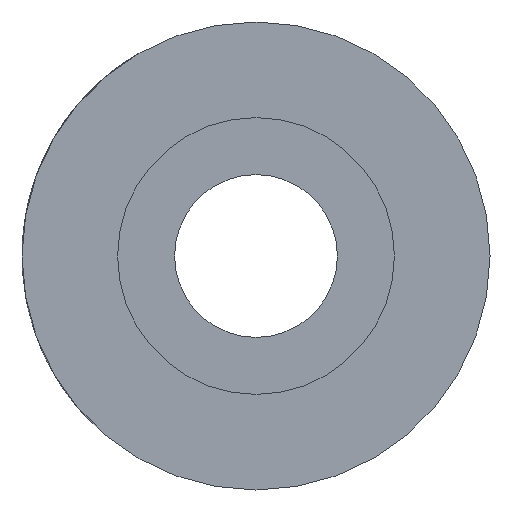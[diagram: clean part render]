
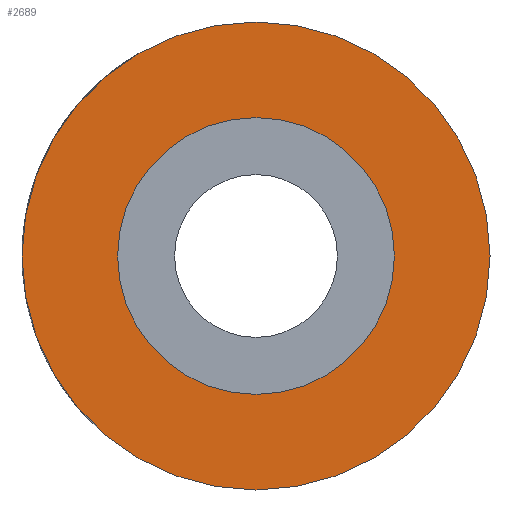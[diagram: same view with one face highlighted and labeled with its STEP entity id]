
A CAD part, left-side view. The second image highlights one B-rep face of the part: STEP entity #2689.
In plain terms, the highlighted planar face has unit normal (-1, 0, 0).
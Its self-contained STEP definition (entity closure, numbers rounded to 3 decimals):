
#61 = DIRECTION ( 'NONE',  ( -1., 0., 0. ) ) ;
#150 = EDGE_LOOP ( 'NONE', ( #7694, #7868 ) ) ;
#382 = CARTESIAN_POINT ( 'NONE',  ( 0., 0., 0. ) ) ;
#887 = CARTESIAN_POINT ( 'NONE',  ( 0., 0., -6.8 ) ) ;
#1669 = DIRECTION ( 'NONE',  ( 0., 0., 1. ) ) ;
#1675 = DIRECTION ( 'NONE',  ( 0., 0., -1. ) ) ;
#1920 = FACE_OUTER_BOUND ( 'NONE', #8029, .T. ) ;
#2318 = EDGE_CURVE ( 'NONE', #7931, #7125, #2540, .T. ) ;
#2540 = CIRCLE ( 'NONE', #8252, 6.8 ) ;
#2689 = ADVANCED_FACE ( 'NONE', ( #8698, #1920 ), #7110, .F. ) ;
#2746 = CARTESIAN_POINT ( 'NONE',  ( 0., 0., 6.8 ) ) ;
#3287 = CARTESIAN_POINT ( 'NONE',  ( 0., 0., 0. ) ) ;
#3414 = CARTESIAN_POINT ( 'NONE',  ( 0., 0., 0. ) ) ;
#3461 = DIRECTION ( 'NONE',  ( 0., 0., 1. ) ) ;
#3968 = CIRCLE ( 'NONE', #4749, 11.5 ) ;
#4222 = VERTEX_POINT ( 'NONE', #4783 ) ;
#4554 = ORIENTED_EDGE ( 'NONE', *, *, #5649, .T. ) ;
#4638 = DIRECTION ( 'NONE',  ( -1., 0., 0. ) ) ;
#4749 = AXIS2_PLACEMENT_3D ( 'NONE', #3414, #6447, #3461 ) ;
#4783 = CARTESIAN_POINT ( 'NONE',  ( 0., 0., -11.5 ) ) ;
#5524 = DIRECTION ( 'NONE',  ( 1., 0., 0. ) ) ;
#5649 = EDGE_CURVE ( 'NONE', #4222, #8488, #3968, .T. ) ;
#6218 = ORIENTED_EDGE ( 'NONE', *, *, #6985, .T. ) ;
#6312 = DIRECTION ( 'NONE',  ( -1., 0., 0. ) ) ;
#6447 = DIRECTION ( 'NONE',  ( -1., 0., 0. ) ) ;
#6451 = EDGE_CURVE ( 'NONE', #7125, #7931, #8389, .T. ) ;
#6746 = CARTESIAN_POINT ( 'NONE',  ( 0., 0., 0. ) ) ;
#6892 = DIRECTION ( 'NONE',  ( 0., 0., -1. ) ) ;
#6985 = EDGE_CURVE ( 'NONE', #8488, #4222, #9185, .T. ) ;
#7063 = DIRECTION ( 'NONE',  ( 0., 0., -1. ) ) ;
#7110 = PLANE ( 'NONE',  #8538 ) ;
#7125 = VERTEX_POINT ( 'NONE', #2746 ) ;
#7694 = ORIENTED_EDGE ( 'NONE', *, *, #6451, .F. ) ;
#7868 = ORIENTED_EDGE ( 'NONE', *, *, #2318, .F. ) ;
#7926 = CARTESIAN_POINT ( 'NONE',  ( 0., 0., 11.5 ) ) ;
#7931 = VERTEX_POINT ( 'NONE', #887 ) ;
#8029 = EDGE_LOOP ( 'NONE', ( #6218, #4554 ) ) ;
#8252 = AXIS2_PLACEMENT_3D ( 'NONE', #3287, #4638, #1675 ) ;
#8389 = CIRCLE ( 'NONE', #9652, 6.8 ) ;
#8407 = CARTESIAN_POINT ( 'NONE',  ( 0., 0., 0. ) ) ;
#8488 = VERTEX_POINT ( 'NONE', #7926 ) ;
#8538 = AXIS2_PLACEMENT_3D ( 'NONE', #382, #5524, #7063 ) ;
#8698 = FACE_BOUND ( 'NONE', #150, .T. ) ;
#9185 = CIRCLE ( 'NONE', #9335, 11.5 ) ;
#9335 = AXIS2_PLACEMENT_3D ( 'NONE', #8407, #6312, #1669 ) ;
#9652 = AXIS2_PLACEMENT_3D ( 'NONE', #6746, #61, #6892 ) ;
